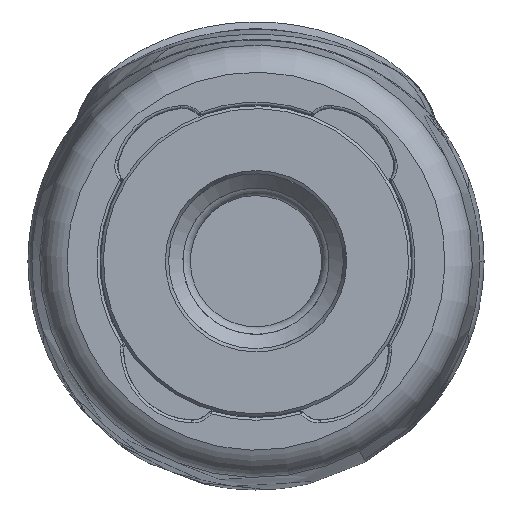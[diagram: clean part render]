
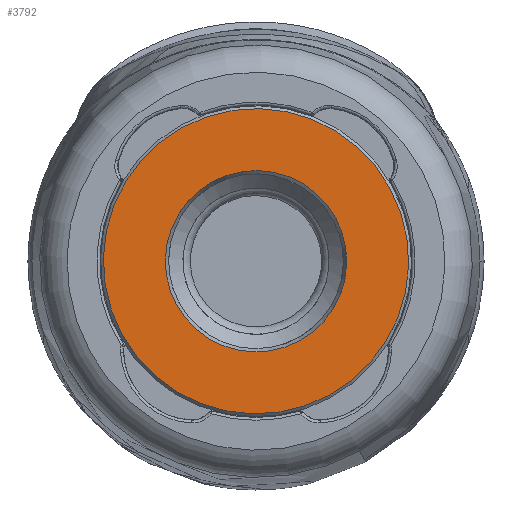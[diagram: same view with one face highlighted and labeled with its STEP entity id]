
A CAD part, front view. The second image highlights one B-rep face of the part: STEP entity #3792.
In plain terms, the highlighted planar face has unit normal (0, -1, 0).
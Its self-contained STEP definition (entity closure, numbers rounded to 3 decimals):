
#93=PLANE('',#4140);
#574=CIRCLE('',#4139,10.7);
#575=CIRCLE('',#4141,6.358);
#689=FACE_BOUND('',#1172,.T.);
#900=FACE_OUTER_BOUND('',#1171,.T.);
#1171=EDGE_LOOP('',(#3118));
#1172=EDGE_LOOP('',(#3119));
#1743=VERTEX_POINT('',#11244);
#1744=VERTEX_POINT('',#11247);
#2233=EDGE_CURVE('',#1743,#1743,#574,.T.);
#2234=EDGE_CURVE('',#1744,#1744,#575,.T.);
#3118=ORIENTED_EDGE('',*,*,#2233,.T.);
#3119=ORIENTED_EDGE('',*,*,#2234,.F.);
#3792=ADVANCED_FACE('',(#900,#689),#93,.T.);
#4139=AXIS2_PLACEMENT_3D('',#11245,#4825,#4826);
#4140=AXIS2_PLACEMENT_3D('',#11246,#4827,#4828);
#4141=AXIS2_PLACEMENT_3D('',#11248,#4829,#4830);
#4825=DIRECTION('center_axis',(0.,-1.,0.));
#4826=DIRECTION('ref_axis',(0.,0.,1.));
#4827=DIRECTION('center_axis',(0.,-1.,0.));
#4828=DIRECTION('ref_axis',(1.,0.,0.));
#4829=DIRECTION('center_axis',(0.,-1.,0.));
#4830=DIRECTION('ref_axis',(0.,0.,1.));
#11244=CARTESIAN_POINT('',(-5.13,0.,9.39));
#11245=CARTESIAN_POINT('Origin',(0.,0.,0.));
#11246=CARTESIAN_POINT('Origin',(0.,0.,0.));
#11247=CARTESIAN_POINT('',(3.048,0.,-5.58));
#11248=CARTESIAN_POINT('Origin',(0.,0.,0.));
